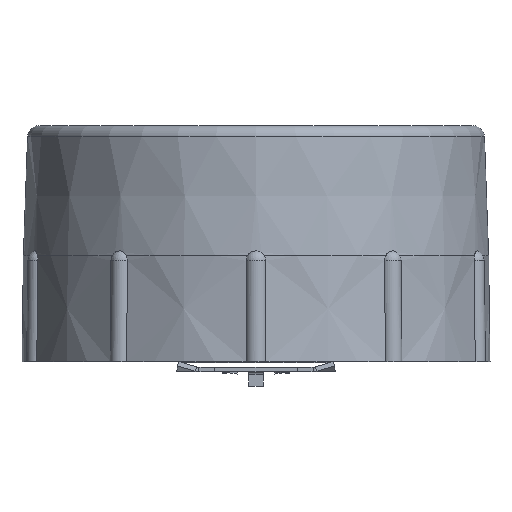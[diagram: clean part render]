
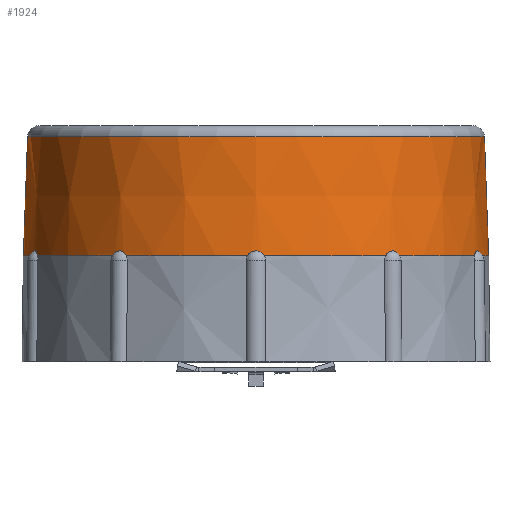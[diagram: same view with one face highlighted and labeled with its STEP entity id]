
A CAD part, left-side view. The second image highlights one B-rep face of the part: STEP entity #1924.
In plain terms, the highlighted conical face has half-angle 2 degrees and reference radius 43.348 mm.
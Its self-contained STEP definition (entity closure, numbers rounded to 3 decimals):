
#355=CARTESIAN_POINT('',(-12.004,42.059,20.));
#383=CARTESIAN_POINT('',(-15.01,41.082,20.));
#385=CARTESIAN_POINT('',(-34.433,26.971,20.));
#425=CARTESIAN_POINT('',(-36.291,24.413,20.));
#427=CARTESIAN_POINT('',(-43.71,1.581,20.));
#467=CARTESIAN_POINT('',(-43.71,-1.581,20.));
#469=CARTESIAN_POINT('',(-36.291,-24.413,20.));
#509=CARTESIAN_POINT('',(-34.433,-26.971,20.));
#511=CARTESIAN_POINT('',(-15.01,-41.082,20.));
#551=CARTESIAN_POINT('',(-12.004,-42.059,20.));
#749=CARTESIAN_POINT('',(-36.291,24.413,20.));
#750=CARTESIAN_POINT('',(-36.251,24.465,20.104));
#751=CARTESIAN_POINT('',(-36.158,24.591,20.308));
#752=CARTESIAN_POINT('',(-35.959,24.864,20.592));
#753=CARTESIAN_POINT('',(-35.691,25.235,20.812));
#754=CARTESIAN_POINT('',(-35.361,25.691,20.901));
#755=CARTESIAN_POINT('',(-35.029,26.146,20.812));
#756=CARTESIAN_POINT('',(-34.759,26.516,20.592));
#757=CARTESIAN_POINT('',(-34.56,26.79,20.308));
#758=CARTESIAN_POINT('',(-34.47,26.917,20.104));
#759=CARTESIAN_POINT('',(-34.433,26.971,20.));
#761=CARTESIAN_POINT('',(0.,0.,20.));
#762=DIRECTION('',(0.,0.,1.));
#763=DIRECTION('',(-0.343,0.939,0.));
#764=AXIS2_PLACEMENT_3D('',#761,#762,#763);
#766=CARTESIAN_POINT('',(-15.01,41.082,20.));
#767=CARTESIAN_POINT('',(-14.948,41.101,20.104));
#768=CARTESIAN_POINT('',(-14.799,41.147,20.308));
#769=CARTESIAN_POINT('',(-14.477,41.252,20.592));
#770=CARTESIAN_POINT('',(-14.042,41.394,20.812));
#771=CARTESIAN_POINT('',(-13.507,41.569,20.901));
#772=CARTESIAN_POINT('',(-12.971,41.742,20.812));
#773=CARTESIAN_POINT('',(-12.535,41.882,20.592));
#774=CARTESIAN_POINT('',(-12.213,41.987,20.308));
#775=CARTESIAN_POINT('',(-12.066,42.037,20.104));
#776=CARTESIAN_POINT('',(-12.004,42.059,20.));
#778=CARTESIAN_POINT('',(0.,0.,20.));
#779=DIRECTION('',(0.,0.,1.));
#780=DIRECTION('',(0.,1.,0.));
#781=AXIS2_PLACEMENT_3D('',#778,#779,#780);
#783=DIRECTION('',(0.,-0.035,0.999));
#784=VECTOR('',#783,22.366);
#785=CARTESIAN_POINT('',(0.,43.738,20.));
#786=LINE('',#785,#784);
#787=DIRECTION('',(0.,0.035,0.999));
#788=VECTOR('',#787,22.366);
#789=CARTESIAN_POINT('',(0.,-43.738,20.));
#790=LINE('',#789,#788);
#791=CARTESIAN_POINT('',(0.,0.,20.));
#792=DIRECTION('',(0.,0.,1.));
#793=DIRECTION('',(-0.274,-0.962,0.));
#794=AXIS2_PLACEMENT_3D('',#791,#792,#793);
#796=CARTESIAN_POINT('',(-12.004,-42.059,20.));
#797=CARTESIAN_POINT('',(-12.066,-42.037,20.104));
#798=CARTESIAN_POINT('',(-12.213,-41.987,20.308));
#799=CARTESIAN_POINT('',(-12.535,-41.882,20.592));
#800=CARTESIAN_POINT('',(-12.971,-41.742,20.812));
#801=CARTESIAN_POINT('',(-13.507,-41.569,20.901));
#802=CARTESIAN_POINT('',(-14.042,-41.394,20.812));
#803=CARTESIAN_POINT('',(-14.477,-41.252,20.592));
#804=CARTESIAN_POINT('',(-14.799,-41.147,20.308));
#805=CARTESIAN_POINT('',(-14.948,-41.101,20.104));
#806=CARTESIAN_POINT('',(-15.01,-41.082,20.));
#808=CARTESIAN_POINT('',(0.,0.,20.));
#809=DIRECTION('',(0.,0.,1.));
#810=DIRECTION('',(-0.787,-0.617,0.));
#811=AXIS2_PLACEMENT_3D('',#808,#809,#810);
#813=CARTESIAN_POINT('',(-34.433,-26.971,20.));
#814=CARTESIAN_POINT('',(-34.47,-26.917,20.104));
#815=CARTESIAN_POINT('',(-34.56,-26.79,20.308));
#816=CARTESIAN_POINT('',(-34.759,-26.516,20.592));
#817=CARTESIAN_POINT('',(-35.029,-26.146,20.812));
#818=CARTESIAN_POINT('',(-35.361,-25.691,20.901));
#819=CARTESIAN_POINT('',(-35.691,-25.235,20.812));
#820=CARTESIAN_POINT('',(-35.959,-24.864,20.592));
#821=CARTESIAN_POINT('',(-36.158,-24.591,20.308));
#822=CARTESIAN_POINT('',(-36.251,-24.465,20.104));
#823=CARTESIAN_POINT('',(-36.291,-24.413,20.));
#825=CARTESIAN_POINT('',(0.,0.,20.));
#826=DIRECTION('',(0.,0.,1.));
#827=DIRECTION('',(-0.999,-0.036,0.));
#828=AXIS2_PLACEMENT_3D('',#825,#826,#827);
#830=CARTESIAN_POINT('',(-43.71,-1.581,20.));
#831=CARTESIAN_POINT('',(-43.708,-1.515,20.104));
#832=CARTESIAN_POINT('',(-43.707,-1.359,20.308));
#833=CARTESIAN_POINT('',(-43.706,-1.021,20.592));
#834=CARTESIAN_POINT('',(-43.707,-0.563,
20.812));
#835=CARTESIAN_POINT('',(-43.708,0.,20.901));
#836=CARTESIAN_POINT('',(-43.707,0.563,20.812));
#837=CARTESIAN_POINT('',(-43.706,1.021,20.592));
#838=CARTESIAN_POINT('',(-43.707,1.359,20.308));
#839=CARTESIAN_POINT('',(-43.708,1.515,20.104));
#840=CARTESIAN_POINT('',(-43.71,1.581,20.));
#842=CARTESIAN_POINT('',(0.,0.,20.));
#843=DIRECTION('',(0.,0.,1.));
#844=DIRECTION('',(-0.83,0.558,0.));
#845=AXIS2_PLACEMENT_3D('',#842,#843,#844);
#1010=CARTESIAN_POINT('',(0.,0.,42.353));
#1011=DIRECTION('',(0.,0.,-1.));
#1012=DIRECTION('',(0.,-1.,0.));
#1013=AXIS2_PLACEMENT_3D('',#1010,#1011,#1012);
#1186=CARTESIAN_POINT('',(0.,43.738,20.));
#1187=CARTESIAN_POINT('',(0.,42.958,
42.353));
#1188=VERTEX_POINT('',#1186);
#1189=VERTEX_POINT('',#1187);
#1190=CARTESIAN_POINT('',(0.,-43.738,20.));
#1191=CARTESIAN_POINT('',(0.,-42.958,
42.353));
#1192=VERTEX_POINT('',#1190);
#1193=VERTEX_POINT('',#1191);
#1330=VERTEX_POINT('',#383);
#1331=VERTEX_POINT('',#355);
#1332=VERTEX_POINT('',#425);
#1333=VERTEX_POINT('',#385);
#1334=VERTEX_POINT('',#467);
#1335=VERTEX_POINT('',#427);
#1336=VERTEX_POINT('',#509);
#1337=VERTEX_POINT('',#469);
#1338=VERTEX_POINT('',#551);
#1339=VERTEX_POINT('',#511);
#1896=CARTESIAN_POINT('',(0.,0.,31.176));
#1897=DIRECTION('',(0.,0.,-1.));
#1898=DIRECTION('',(0.,-1.,0.));
#1899=AXIS2_PLACEMENT_3D('',#1896,#1897,#1898);
#1900=CONICAL_SURFACE('',#1899,43.348,2.);
#1902=ORIENTED_EDGE('',*,*,#1901,.T.);
#1903=ORIENTED_EDGE('',*,*,#1706,.F.);
#1904=ORIENTED_EDGE('',*,*,#1890,.T.);
#1905=ORIENTED_EDGE('',*,*,#1690,.F.);
#1907=ORIENTED_EDGE('',*,*,#1906,.T.);
#1909=ORIENTED_EDGE('',*,*,#1908,.F.);
#1911=ORIENTED_EDGE('',*,*,#1910,.F.);
#1912=ORIENTED_EDGE('',*,*,#1782,.F.);
#1914=ORIENTED_EDGE('',*,*,#1913,.T.);
#1915=ORIENTED_EDGE('',*,*,#1763,.F.);
#1917=ORIENTED_EDGE('',*,*,#1916,.T.);
#1918=ORIENTED_EDGE('',*,*,#1744,.F.);
#1920=ORIENTED_EDGE('',*,*,#1919,.T.);
#1921=ORIENTED_EDGE('',*,*,#1725,.F.);
#1922=EDGE_LOOP('',(#1902,#1903,#1904,#1905,#1907,#1909,#1911,#1912,#1914,#1915,
#1917,#1918,#1920,#1921));
#1923=FACE_OUTER_BOUND('',#1922,.F.);
#1924=ADVANCED_FACE('',(#1923),#1900,.T.);
#760=B_SPLINE_CURVE_WITH_KNOTS('',3,(#749,#750,#751,#752,#753,#754,#755,#756,
#757,#758,#759),.UNSPECIFIED.,.F.,.F.,(4,1,1,1,1,1,1,1,4),(0.,0.125,0.25,
0.375,0.5,0.625,0.75,0.875,1.),.UNSPECIFIED.);
#765=CIRCLE('',#764,43.738);
#777=B_SPLINE_CURVE_WITH_KNOTS('',3,(#766,#767,#768,#769,#770,#771,#772,#773,
#774,#775,#776),.UNSPECIFIED.,.F.,.F.,(4,1,1,1,1,1,1,1,4),(0.,0.125,0.25,
0.375,0.5,0.625,0.75,0.875,1.),.UNSPECIFIED.);
#782=CIRCLE('',#781,43.738);
#795=CIRCLE('',#794,43.738);
#807=B_SPLINE_CURVE_WITH_KNOTS('',3,(#796,#797,#798,#799,#800,#801,#802,#803,
#804,#805,#806),.UNSPECIFIED.,.F.,.F.,(4,1,1,1,1,1,1,1,4),(0.,0.125,0.25,
0.375,0.5,0.625,0.75,0.875,1.),.UNSPECIFIED.);
#812=CIRCLE('',#811,43.738);
#824=B_SPLINE_CURVE_WITH_KNOTS('',3,(#813,#814,#815,#816,#817,#818,#819,#820,
#821,#822,#823),.UNSPECIFIED.,.F.,.F.,(4,1,1,1,1,1,1,1,4),(0.,0.125,0.25,
0.375,0.5,0.625,0.75,0.875,1.),.UNSPECIFIED.);
#829=CIRCLE('',#828,43.738);
#841=B_SPLINE_CURVE_WITH_KNOTS('',3,(#830,#831,#832,#833,#834,#835,#836,#837,
#838,#839,#840),.UNSPECIFIED.,.F.,.F.,(4,1,1,1,1,1,1,1,4),(0.,0.125,0.25,
0.375,0.5,0.625,0.75,0.875,1.),.UNSPECIFIED.);
#846=CIRCLE('',#845,43.738);
#1014=CIRCLE('',#1013,42.958);
#1690=EDGE_CURVE('',#1188,#1331,#782,.T.);
#1706=EDGE_CURVE('',#1330,#1333,#765,.T.);
#1725=EDGE_CURVE('',#1332,#1335,#846,.T.);
#1744=EDGE_CURVE('',#1334,#1337,#829,.T.);
#1763=EDGE_CURVE('',#1336,#1339,#812,.T.);
#1782=EDGE_CURVE('',#1338,#1192,#795,.T.);
#1890=EDGE_CURVE('',#1330,#1331,#777,.T.);
#1901=EDGE_CURVE('',#1332,#1333,#760,.T.);
#1906=EDGE_CURVE('',#1188,#1189,#786,.T.);
#1908=EDGE_CURVE('',#1193,#1189,#1014,.T.);
#1910=EDGE_CURVE('',#1192,#1193,#790,.T.);
#1913=EDGE_CURVE('',#1338,#1339,#807,.T.);
#1916=EDGE_CURVE('',#1336,#1337,#824,.T.);
#1919=EDGE_CURVE('',#1334,#1335,#841,.T.);
